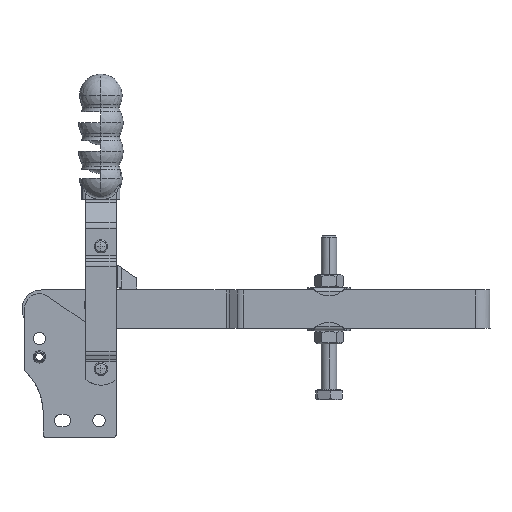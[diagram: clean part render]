
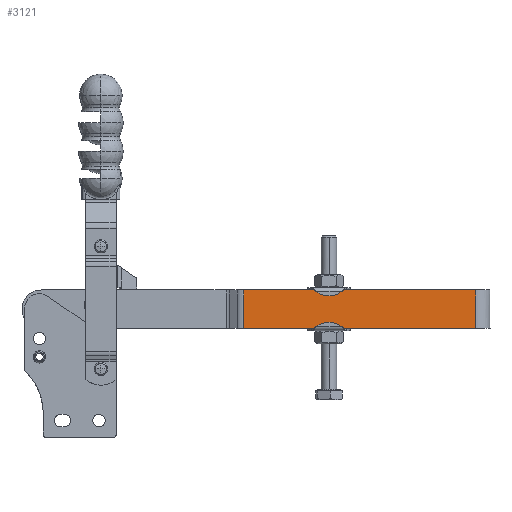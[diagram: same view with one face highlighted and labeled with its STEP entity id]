
A CAD part, top view. The second image highlights one B-rep face of the part: STEP entity #3121.
In plain terms, the highlighted planar face has unit normal (0, 0, 1).
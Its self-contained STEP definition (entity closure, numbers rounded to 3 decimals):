
#2997=AXIS2_PLACEMENT_3D('Circle Axis2P3D',#2995,#2996,$) ;
#3011=AXIS2_PLACEMENT_3D('Plane Axis2P3D',#3008,#3009,#3010) ;
#3051=AXIS2_PLACEMENT_3D('Circle Axis2P3D',#3049,#3050,$) ;
#3058=AXIS2_PLACEMENT_3D('Circle Axis2P3D',#3056,#3057,$) ;
#3102=AXIS2_PLACEMENT_3D('Circle Axis2P3D',#3100,#3101,$) ;
#1975=CARTESIAN_POINT('Vertex',(138.773,64.893,10.5)) ;
#1979=CARTESIAN_POINT('Control Point',(140.164,65.893,10.5)) ;
#1980=CARTESIAN_POINT('Control Point',(139.936,65.589,10.5)) ;
#1981=CARTESIAN_POINT('Control Point',(139.67,65.374,10.5)) ;
#1982=CARTESIAN_POINT('Control Point',(139.394,65.203,10.5)) ;
#1983=CARTESIAN_POINT('Control Point',(139.09,65.044,10.5)) ;
#1984=CARTESIAN_POINT('Control Point',(138.773,64.893,10.5)) ;
#1985=CARTESIAN_POINT('Vertex',(140.164,65.893,10.5)) ;
#2011=CARTESIAN_POINT('Line Origine',(174.389,65.894,10.5)) ;
#2015=CARTESIAN_POINT('Vertex',(208.615,65.896,10.5)) ;
#2352=CARTESIAN_POINT('Vertex',(125.844,64.892,10.5)) ;
#2367=CARTESIAN_POINT('Vertex',(124.453,65.892,10.5)) ;
#2371=CARTESIAN_POINT('Control Point',(124.453,65.892,10.5)) ;
#2372=CARTESIAN_POINT('Control Point',(124.738,65.512,10.5)) ;
#2373=CARTESIAN_POINT('Control Point',(125.081,65.281,10.5)) ;
#2374=CARTESIAN_POINT('Control Point',(125.448,65.081,10.5)) ;
#2375=CARTESIAN_POINT('Control Point',(125.844,64.892,10.5)) ;
#2797=CARTESIAN_POINT('Vertex',(88.013,65.891,10.5)) ;
#2800=CARTESIAN_POINT('Line Origine',(106.233,65.892,10.5)) ;
#2992=CARTESIAN_POINT('Vertex',(132.309,62.793,10.5)) ;
#2995=CARTESIAN_POINT('Axis2P3D Location',(132.308,73.793,10.5)) ;
#3008=CARTESIAN_POINT('Axis2P3D Location',(165.675,55.894,10.5)) ;
#3013=CARTESIAN_POINT('Line Origine',(88.014,55.891,10.5)) ;
#3017=CARTESIAN_POINT('Vertex',(88.014,45.891,10.5)) ;
#3020=CARTESIAN_POINT('Line Origine',(106.234,45.892,10.5)) ;
#3024=CARTESIAN_POINT('Vertex',(124.454,45.892,10.5)) ;
#3028=CARTESIAN_POINT('Control Point',(124.454,45.892,10.5)) ;
#3029=CARTESIAN_POINT('Control Point',(124.564,46.04,10.5)) ;
#3030=CARTESIAN_POINT('Control Point',(124.683,46.166,10.5)) ;
#3031=CARTESIAN_POINT('Control Point',(124.81,46.277,10.5)) ;
#3032=CARTESIAN_POINT('Control Point',(125.006,46.426,10.5)) ;
#3033=CARTESIAN_POINT('Control Point',(125.213,46.558,10.5)) ;
#3034=CARTESIAN_POINT('Control Point',(125.283,46.6,10.5)) ;
#3035=CARTESIAN_POINT('Control Point',(125.39,46.661,10.5)) ;
#3036=CARTESIAN_POINT('Control Point',(125.5,46.72,10.5)) ;
#3037=CARTESIAN_POINT('Control Point',(125.536,46.739,10.5)) ;
#3038=CARTESIAN_POINT('Control Point',(125.611,46.778,10.5)) ;
#3039=CARTESIAN_POINT('Control Point',(125.686,46.815,10.5)) ;
#3040=CARTESIAN_POINT('Control Point',(125.724,46.834,10.5)) ;
#3041=CARTESIAN_POINT('Control Point',(125.771,46.857,10.5)) ;
#3042=CARTESIAN_POINT('Control Point',(125.818,46.88,10.5)) ;
#3043=CARTESIAN_POINT('Control Point',(125.827,46.884,10.5)) ;
#3044=CARTESIAN_POINT('Control Point',(125.836,46.888,10.5)) ;
#3045=CARTESIAN_POINT('Control Point',(125.845,46.892,10.5)) ;
#3046=CARTESIAN_POINT('Vertex',(125.845,46.892,10.5)) ;
#3049=CARTESIAN_POINT('Axis2P3D Location',(132.31,37.992,10.5)) ;
#3053=CARTESIAN_POINT('Vertex',(132.309,48.992,10.5)) ;
#3056=CARTESIAN_POINT('Axis2P3D Location',(132.31,37.992,10.5)) ;
#3060=CARTESIAN_POINT('Vertex',(138.774,46.893,10.5)) ;
#3064=CARTESIAN_POINT('Control Point',(140.165,45.893,10.5)) ;
#3065=CARTESIAN_POINT('Control Point',(140.053,46.042,10.5)) ;
#3066=CARTESIAN_POINT('Control Point',(139.933,46.169,10.5)) ;
#3067=CARTESIAN_POINT('Control Point',(139.806,46.281,10.5)) ;
#3068=CARTESIAN_POINT('Control Point',(139.608,46.431,10.5)) ;
#3069=CARTESIAN_POINT('Control Point',(139.4,46.562,10.5)) ;
#3070=CARTESIAN_POINT('Control Point',(139.329,46.604,10.5)) ;
#3071=CARTESIAN_POINT('Control Point',(139.222,46.665,10.5)) ;
#3072=CARTESIAN_POINT('Control Point',(139.112,46.724,10.5)) ;
#3073=CARTESIAN_POINT('Control Point',(139.075,46.743,10.5)) ;
#3074=CARTESIAN_POINT('Control Point',(139.02,46.772,10.5)) ;
#3075=CARTESIAN_POINT('Control Point',(138.963,46.8,10.5)) ;
#3076=CARTESIAN_POINT('Control Point',(138.945,46.81,10.5)) ;
#3077=CARTESIAN_POINT('Control Point',(138.907,46.829,10.5)) ;
#3078=CARTESIAN_POINT('Control Point',(138.868,46.847,10.5)) ;
#3079=CARTESIAN_POINT('Control Point',(138.85,46.856,10.5)) ;
#3080=CARTESIAN_POINT('Control Point',(138.823,46.869,10.5)) ;
#3081=CARTESIAN_POINT('Control Point',(138.796,46.882,10.5)) ;
#3082=CARTESIAN_POINT('Control Point',(138.789,46.886,10.5)) ;
#3083=CARTESIAN_POINT('Control Point',(138.781,46.889,10.5)) ;
#3084=CARTESIAN_POINT('Control Point',(138.774,46.893,10.5)) ;
#3085=CARTESIAN_POINT('Vertex',(140.165,45.893,10.5)) ;
#3088=CARTESIAN_POINT('Line Origine',(174.39,45.894,10.5)) ;
#3092=CARTESIAN_POINT('Vertex',(208.616,45.896,10.5)) ;
#3095=CARTESIAN_POINT('Line Origine',(208.615,55.896,10.5)) ;
#3100=CARTESIAN_POINT('Axis2P3D Location',(132.308,73.793,10.5)) ;
#2012=DIRECTION('Vector Direction',(-1.,0.,0.)) ;
#2801=DIRECTION('Vector Direction',(-1.,0.,0.)) ;
#2996=DIRECTION('Axis2P3D Direction',(0.,0.,1.)) ;
#3009=DIRECTION('Axis2P3D Direction',(0.,0.,1.)) ;
#3010=DIRECTION('Axis2P3D XDirection',(1.,0.,0.)) ;
#3014=DIRECTION('Vector Direction',(0.,-1.,0.)) ;
#3021=DIRECTION('Vector Direction',(-1.,0.,0.)) ;
#3050=DIRECTION('Axis2P3D Direction',(0.,0.,1.)) ;
#3057=DIRECTION('Axis2P3D Direction',(0.,0.,1.)) ;
#3089=DIRECTION('Vector Direction',(-1.,0.,0.)) ;
#3096=DIRECTION('Vector Direction',(0.,1.,0.)) ;
#3101=DIRECTION('Axis2P3D Direction',(0.,0.,1.)) ;
#2013=VECTOR('Line Direction',#2012,1.) ;
#2802=VECTOR('Line Direction',#2801,1.) ;
#3015=VECTOR('Line Direction',#3014,1.) ;
#3022=VECTOR('Line Direction',#3021,1.) ;
#3090=VECTOR('Line Direction',#3089,1.) ;
#3097=VECTOR('Line Direction',#3096,1.) ;
#3106=ORIENTED_EDGE('',*,*,#2804,.T.) ;
#3107=ORIENTED_EDGE('',*,*,#3019,.T.) ;
#3108=ORIENTED_EDGE('',*,*,#3026,.F.) ;
#3109=ORIENTED_EDGE('',*,*,#3048,.T.) ;
#3110=ORIENTED_EDGE('',*,*,#3055,.T.) ;
#3111=ORIENTED_EDGE('',*,*,#3062,.T.) ;
#3112=ORIENTED_EDGE('',*,*,#3087,.F.) ;
#3113=ORIENTED_EDGE('',*,*,#3094,.F.) ;
#3114=ORIENTED_EDGE('',*,*,#3099,.T.) ;
#3115=ORIENTED_EDGE('',*,*,#2017,.T.) ;
#3116=ORIENTED_EDGE('',*,*,#1987,.T.) ;
#3117=ORIENTED_EDGE('',*,*,#2999,.T.) ;
#3118=ORIENTED_EDGE('',*,*,#3104,.T.) ;
#3119=ORIENTED_EDGE('',*,*,#2376,.F.) ;
#3121=ADVANCED_FACE('VERTIKALSPANNER_TS_V_290_U_L125_357857',(#3120),#3012,.T.) ;
#1978=B_SPLINE_CURVE_WITH_KNOTS('',5,(#1979,#1980,#1981,#1982,#1983,#1984),.UNSPECIFIED.,.F.,.U.,(6,6),(0.,3.882),.UNSPECIFIED.) ;
#2370=B_SPLINE_CURVE_WITH_KNOTS('',4,(#2371,#2372,#2373,#2374,#2375),.UNSPECIFIED.,.F.,.U.,(5,5),(0.,3.884),.UNSPECIFIED.) ;
#3027=B_SPLINE_CURVE_WITH_KNOTS('',5,(#3028,#3029,#3030,#3031,#3032,#3033,#3034,#3035,#3036,#3037,#3038,#3039,#3040,#3041,#3042,#3043,#3044,#3045),.UNSPECIFIED.,.F.,.U.,(6,3,3,3,3,6),(0.,1.885,2.83,3.301,3.774,3.882),.UNSPECIFIED.) ;
#3063=B_SPLINE_CURVE_WITH_KNOTS('',5,(#3064,#3065,#3066,#3067,#3068,#3069,#3070,#3071,#3072,#3073,#3074,#3075,#3076,#3077,#3078,#3079,#3080,#3081,#3082,#3083,#3084),.UNSPECIFIED.,.F.,.U.,(6,3,3,3,3,3,6),(0.,1.903,2.847,3.318,3.555,3.793,3.884),.UNSPECIFIED.) ;
#2998=CIRCLE('generated circle',#2997,11.) ;
#3052=CIRCLE('generated circle',#3051,11.) ;
#3059=CIRCLE('generated circle',#3058,11.) ;
#3103=CIRCLE('generated circle',#3102,11.) ;
#1987=EDGE_CURVE('',#1986,#1976,#1978,.T.) ;
#2017=EDGE_CURVE('',#2016,#1986,#2014,.T.) ;
#2376=EDGE_CURVE('',#2368,#2353,#2370,.T.) ;
#2804=EDGE_CURVE('',#2368,#2798,#2803,.T.) ;
#2999=EDGE_CURVE('',#1976,#2993,#2998,.F.) ;
#3019=EDGE_CURVE('',#2798,#3018,#3016,.T.) ;
#3026=EDGE_CURVE('',#3025,#3018,#3023,.T.) ;
#3048=EDGE_CURVE('',#3025,#3047,#3027,.T.) ;
#3055=EDGE_CURVE('',#3047,#3054,#3052,.F.) ;
#3062=EDGE_CURVE('',#3054,#3061,#3059,.F.) ;
#3087=EDGE_CURVE('',#3086,#3061,#3063,.T.) ;
#3094=EDGE_CURVE('',#3093,#3086,#3091,.T.) ;
#3099=EDGE_CURVE('',#3093,#2016,#3098,.T.) ;
#3104=EDGE_CURVE('',#2993,#2353,#3103,.F.) ;
#3105=EDGE_LOOP('',(#3106,#3107,#3108,#3109,#3110,#3111,#3112,#3113,#3114,#3115,#3116,#3117,#3118,#3119)) ;
#3120=FACE_OUTER_BOUND('',#3105,.T.) ;
#2014=LINE('Line',#2011,#2013) ;
#2803=LINE('Line',#2800,#2802) ;
#3016=LINE('Line',#3013,#3015) ;
#3023=LINE('Line',#3020,#3022) ;
#3091=LINE('Line',#3088,#3090) ;
#3098=LINE('Line',#3095,#3097) ;
#3012=PLANE('Plane',#3011) ;
#1976=VERTEX_POINT('',#1975) ;
#1986=VERTEX_POINT('',#1985) ;
#2016=VERTEX_POINT('',#2015) ;
#2353=VERTEX_POINT('',#2352) ;
#2368=VERTEX_POINT('',#2367) ;
#2798=VERTEX_POINT('',#2797) ;
#2993=VERTEX_POINT('',#2992) ;
#3018=VERTEX_POINT('',#3017) ;
#3025=VERTEX_POINT('',#3024) ;
#3047=VERTEX_POINT('',#3046) ;
#3054=VERTEX_POINT('',#3053) ;
#3061=VERTEX_POINT('',#3060) ;
#3086=VERTEX_POINT('',#3085) ;
#3093=VERTEX_POINT('',#3092) ;
